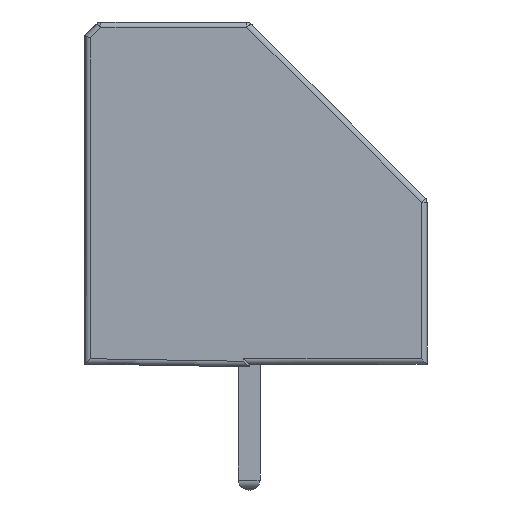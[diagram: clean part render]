
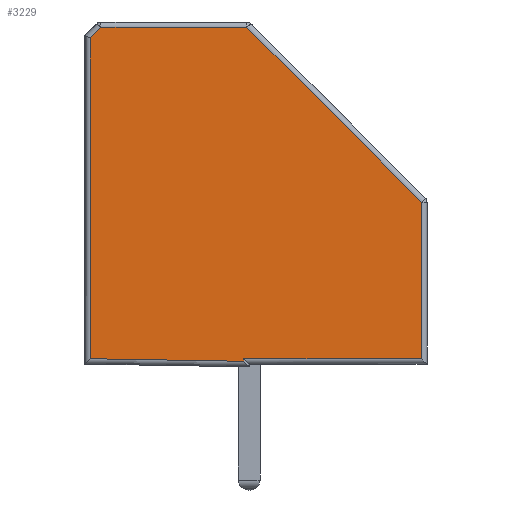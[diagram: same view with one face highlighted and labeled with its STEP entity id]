
A CAD part, left-side view. The second image highlights one B-rep face of the part: STEP entity #3229.
In plain terms, the highlighted planar face has unit normal (-1, 0, 0).
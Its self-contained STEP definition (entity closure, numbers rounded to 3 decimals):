
#13=DIRECTION('',(0.,0.,1.));
#28=VECTOR('',#29,1.);
#29=DIRECTION('',(0.,0.707,0.707));
#463=DIRECTION('',(0.,-1.,0.));
#526=VECTOR('',#527,1.);
#527=DIRECTION('',(0.,0.707,-0.707));
#534=VECTOR('',#535,1.);
#535=DIRECTION('',(0.,0.,-1.));
#542=VECTOR('',#543,1.);
#543=DIRECTION('',(0.,-1.,-0.017));
#550=VECTOR('',#13,1.);
#557=VECTOR('',#463,1.);
#567=VECTOR('',#568,1.);
#568=DIRECTION('',(0.,1.,0.));
#572=DIRECTION('',(-1.,0.,0.));
#573=DIRECTION('',(0.,-1.,0.));
#612=VERTEX_POINT('',#613);
#613=CARTESIAN_POINT('',(-2.5,0.083,12.4));
#623=EDGE_CURVE('',#624,#612,#626,.T.);
#624=VERTEX_POINT('',#625);
#625=CARTESIAN_POINT('',(-2.5,-6.3,6.017));
#626=LINE('',#627,#28);
#627=CARTESIAN_POINT('',(-2.5,-6.359,5.959));
#3229=ADVANCED_FACE('',(#3230),#3273,.T.);
#3230=FACE_BOUND('',#3231,.T.);
#3231=EDGE_LOOP('',(#3232,#3240,#3246,#3252,#3256,#3257,#3263,#3269));
#3232=ORIENTED_EDGE('',*,*,#3233,.T.);
#3233=EDGE_CURVE('',#3234,#3236,#3238,.T.);
#3234=VERTEX_POINT('',#3235);
#3235=CARTESIAN_POINT('',(-2.5,5.8,0.297));
#3236=VERTEX_POINT('',#3237);
#3237=CARTESIAN_POINT('',(-2.5,0.2,0.203));
#3238=LINE('',#3239,#542);
#3239=CARTESIAN_POINT('',(-2.5,5.997,0.3));
#3240=ORIENTED_EDGE('',*,*,#3241,.T.);
#3241=EDGE_CURVE('',#3236,#3242,#3244,.T.);
#3242=VERTEX_POINT('',#3243);
#3243=CARTESIAN_POINT('',(-2.5,0.2,0.3));
#3244=LINE('',#3245,#550);
#3245=CARTESIAN_POINT('',(-2.5,0.2,0.));
#3246=ORIENTED_EDGE('',*,*,#3247,.T.);
#3247=EDGE_CURVE('',#3242,#3248,#3250,.T.);
#3248=VERTEX_POINT('',#3249);
#3249=CARTESIAN_POINT('',(-2.5,-6.3,0.3));
#3250=LINE('',#3251,#557);
#3251=CARTESIAN_POINT('',(-2.5,0.,0.3));
#3252=ORIENTED_EDGE('',*,*,#3253,.T.);
#3253=EDGE_CURVE('',#3248,#624,#3254,.T.);
#3254=LINE('',#3255,#550);
#3255=CARTESIAN_POINT('',(-2.5,-6.3,0.1));
#3256=ORIENTED_EDGE('',*,*,#623,.T.);
#3257=ORIENTED_EDGE('',*,*,#3258,.T.);
#3258=EDGE_CURVE('',#612,#3259,#3261,.T.);
#3259=VERTEX_POINT('',#3260);
#3260=CARTESIAN_POINT('',(-2.5,5.417,12.4));
#3261=LINE('',#3262,#567);
#3262=CARTESIAN_POINT('',(-2.5,0.,12.4));
#3263=ORIENTED_EDGE('',*,*,#3264,.T.);
#3264=EDGE_CURVE('',#3259,#3265,#3267,.T.);
#3265=VERTEX_POINT('',#3266);
#3266=CARTESIAN_POINT('',(-2.5,5.8,12.017));
#3267=LINE('',#3268,#526);
#3268=CARTESIAN_POINT('',(-2.5,5.359,12.459));
#3269=ORIENTED_EDGE('',*,*,#3270,.T.);
#3270=EDGE_CURVE('',#3265,#3234,#3271,.T.);
#3271=LINE('',#3272,#534);
#3272=CARTESIAN_POINT('',(-2.5,5.8,12.1));
#3273=PLANE('',#3274);
#3274=AXIS2_PLACEMENT_3D('',#3275,#572,#573);
#3275=CARTESIAN_POINT('',(-2.5,0.417,5.581));
